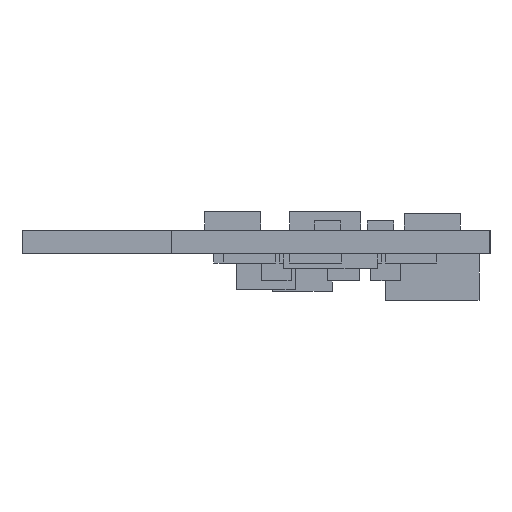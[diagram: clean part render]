
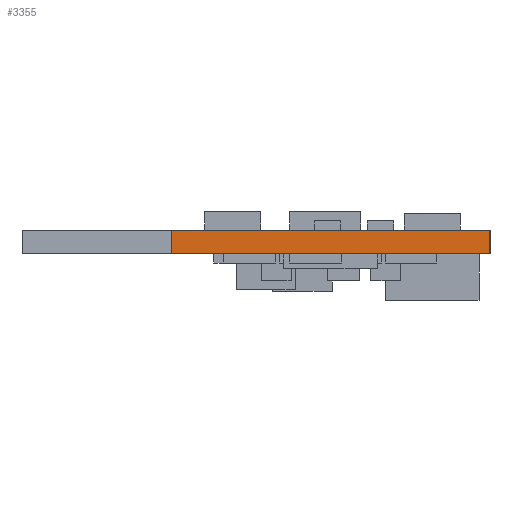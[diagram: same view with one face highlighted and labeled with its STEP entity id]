
A CAD part, left-side view. The second image highlights one B-rep face of the part: STEP entity #3355.
In plain terms, the highlighted planar face has unit normal (-1, 0, 0).
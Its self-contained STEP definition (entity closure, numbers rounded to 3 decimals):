
#128 = EDGE_CURVE('',#129,#131,#133,.T.);
#129 = VERTEX_POINT('',#130);
#130 = CARTESIAN_POINT('',(50.,50.,0.));
#131 = VERTEX_POINT('',#132);
#132 = CARTESIAN_POINT('',(50.,50.,1.251));
#133 = SURFACE_CURVE('',#134,(#138,#150),.PCURVE_S1.);
#134 = LINE('',#135,#136);
#135 = CARTESIAN_POINT('',(50.,50.,0.));
#136 = VECTOR('',#137,1.);
#137 = DIRECTION('',(0.,0.,1.));
#138 = PCURVE('',#139,#144);
#139 = PLANE('',#140);
#140 = AXIS2_PLACEMENT_3D('',#141,#142,#143);
#141 = CARTESIAN_POINT('',(50.,50.,0.));
#142 = DIRECTION('',(0.,1.,0.));
#143 = DIRECTION('',(1.,0.,0.));
#144 = DEFINITIONAL_REPRESENTATION('',(#145),#149);
#145 = LINE('',#146,#147);
#146 = CARTESIAN_POINT('',(0.,0.));
#147 = VECTOR('',#148,1.);
#148 = DIRECTION('',(0.,-1.));
#149 = ( GEOMETRIC_REPRESENTATION_CONTEXT(2) 
PARAMETRIC_REPRESENTATION_CONTEXT() REPRESENTATION_CONTEXT('2D SPACE',''
  ) );
#150 = PCURVE('',#151,#156);
#151 = PLANE('',#152);
#152 = AXIS2_PLACEMENT_3D('',#153,#154,#155);
#153 = CARTESIAN_POINT('',(50.,67.,0.));
#154 = DIRECTION('',(1.,0.,0.));
#155 = DIRECTION('',(0.,-1.,0.));
#156 = DEFINITIONAL_REPRESENTATION('',(#157),#161);
#157 = LINE('',#158,#159);
#158 = CARTESIAN_POINT('',(17.,0.));
#159 = VECTOR('',#160,1.);
#160 = DIRECTION('',(0.,-1.));
#161 = ( GEOMETRIC_REPRESENTATION_CONTEXT(2) 
PARAMETRIC_REPRESENTATION_CONTEXT() REPRESENTATION_CONTEXT('2D SPACE',''
  ) );
#179 = PLANE('',#180);
#180 = AXIS2_PLACEMENT_3D('',#181,#182,#183);
#181 = CARTESIAN_POINT('',(50.,50.,1.251));
#182 = DIRECTION('',(0.,0.,-1.));
#183 = DIRECTION('',(-1.,0.,0.));
#233 = PLANE('',#234);
#234 = AXIS2_PLACEMENT_3D('',#235,#236,#237);
#235 = CARTESIAN_POINT('',(50.,50.,0.));
#236 = DIRECTION('',(0.,0.,-1.));
#237 = DIRECTION('',(-1.,0.,0.));
#3252 = PLANE('',#3253);
#3253 = AXIS2_PLACEMENT_3D('',#3254,#3255,#3256);
#3254 = CARTESIAN_POINT('',(61.35,67.,0.));
#3255 = DIRECTION('',(0.,-1.,0.));
#3256 = DIRECTION('',(-1.,0.,0.));
#3290 = VERTEX_POINT('',#3291);
#3291 = CARTESIAN_POINT('',(50.,67.,1.251));
#3312 = EDGE_CURVE('',#3313,#3290,#3315,.T.);
#3313 = VERTEX_POINT('',#3314);
#3314 = CARTESIAN_POINT('',(50.,67.,0.));
#3315 = SURFACE_CURVE('',#3316,(#3320,#3327),.PCURVE_S1.);
#3316 = LINE('',#3317,#3318);
#3317 = CARTESIAN_POINT('',(50.,67.,0.));
#3318 = VECTOR('',#3319,1.);
#3319 = DIRECTION('',(0.,0.,1.));
#3320 = PCURVE('',#3252,#3321);
#3321 = DEFINITIONAL_REPRESENTATION('',(#3322),#3326);
#3322 = LINE('',#3323,#3324);
#3323 = CARTESIAN_POINT('',(11.35,0.));
#3324 = VECTOR('',#3325,1.);
#3325 = DIRECTION('',(0.,-1.));
#3326 = ( GEOMETRIC_REPRESENTATION_CONTEXT(2) 
PARAMETRIC_REPRESENTATION_CONTEXT() REPRESENTATION_CONTEXT('2D SPACE',''
  ) );
#3327 = PCURVE('',#151,#3328);
#3328 = DEFINITIONAL_REPRESENTATION('',(#3329),#3333);
#3329 = LINE('',#3330,#3331);
#3330 = CARTESIAN_POINT('',(0.,0.));
#3331 = VECTOR('',#3332,1.);
#3332 = DIRECTION('',(0.,-1.));
#3333 = ( GEOMETRIC_REPRESENTATION_CONTEXT(2) 
PARAMETRIC_REPRESENTATION_CONTEXT() REPRESENTATION_CONTEXT('2D SPACE',''
  ) );
#3355 = ADVANCED_FACE('',(#3356),#151,.F.);
#3356 = FACE_BOUND('',#3357,.F.);
#3357 = EDGE_LOOP('',(#3358,#3359,#3380,#3381));
#3358 = ORIENTED_EDGE('',*,*,#3312,.T.);
#3359 = ORIENTED_EDGE('',*,*,#3360,.T.);
#3360 = EDGE_CURVE('',#3290,#131,#3361,.T.);
#3361 = SURFACE_CURVE('',#3362,(#3366,#3373),.PCURVE_S1.);
#3362 = LINE('',#3363,#3364);
#3363 = CARTESIAN_POINT('',(50.,67.,1.251));
#3364 = VECTOR('',#3365,1.);
#3365 = DIRECTION('',(0.,-1.,0.));
#3366 = PCURVE('',#151,#3367);
#3367 = DEFINITIONAL_REPRESENTATION('',(#3368),#3372);
#3368 = LINE('',#3369,#3370);
#3369 = CARTESIAN_POINT('',(0.,-1.251));
#3370 = VECTOR('',#3371,1.);
#3371 = DIRECTION('',(1.,0.));
#3372 = ( GEOMETRIC_REPRESENTATION_CONTEXT(2) 
PARAMETRIC_REPRESENTATION_CONTEXT() REPRESENTATION_CONTEXT('2D SPACE',''
  ) );
#3373 = PCURVE('',#179,#3374);
#3374 = DEFINITIONAL_REPRESENTATION('',(#3375),#3379);
#3375 = LINE('',#3376,#3377);
#3376 = CARTESIAN_POINT('',(0.,17.));
#3377 = VECTOR('',#3378,1.);
#3378 = DIRECTION('',(0.,-1.));
#3379 = ( GEOMETRIC_REPRESENTATION_CONTEXT(2) 
PARAMETRIC_REPRESENTATION_CONTEXT() REPRESENTATION_CONTEXT('2D SPACE',''
  ) );
#3380 = ORIENTED_EDGE('',*,*,#128,.F.);
#3381 = ORIENTED_EDGE('',*,*,#3382,.F.);
#3382 = EDGE_CURVE('',#3313,#129,#3383,.T.);
#3383 = SURFACE_CURVE('',#3384,(#3388,#3395),.PCURVE_S1.);
#3384 = LINE('',#3385,#3386);
#3385 = CARTESIAN_POINT('',(50.,67.,0.));
#3386 = VECTOR('',#3387,1.);
#3387 = DIRECTION('',(0.,-1.,0.));
#3388 = PCURVE('',#151,#3389);
#3389 = DEFINITIONAL_REPRESENTATION('',(#3390),#3394);
#3390 = LINE('',#3391,#3392);
#3391 = CARTESIAN_POINT('',(0.,0.));
#3392 = VECTOR('',#3393,1.);
#3393 = DIRECTION('',(1.,0.));
#3394 = ( GEOMETRIC_REPRESENTATION_CONTEXT(2) 
PARAMETRIC_REPRESENTATION_CONTEXT() REPRESENTATION_CONTEXT('2D SPACE',''
  ) );
#3395 = PCURVE('',#233,#3396);
#3396 = DEFINITIONAL_REPRESENTATION('',(#3397),#3401);
#3397 = LINE('',#3398,#3399);
#3398 = CARTESIAN_POINT('',(0.,17.));
#3399 = VECTOR('',#3400,1.);
#3400 = DIRECTION('',(0.,-1.));
#3401 = ( GEOMETRIC_REPRESENTATION_CONTEXT(2) 
PARAMETRIC_REPRESENTATION_CONTEXT() REPRESENTATION_CONTEXT('2D SPACE',''
  ) );
